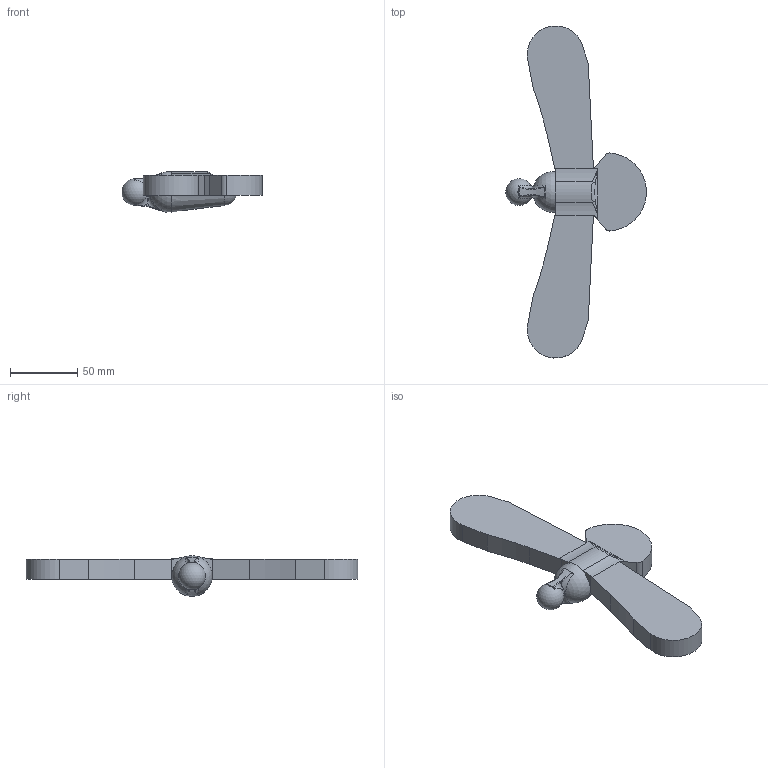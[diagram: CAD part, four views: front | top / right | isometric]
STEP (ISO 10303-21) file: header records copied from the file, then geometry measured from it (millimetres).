
FILE_DESCRIPTION(/* description */ ('STEP AP242 Edition 2','CAx-IF Rec.Pracs.---Representation and Presentation of Product Manufacturing Information (PMI)---4.0---2014-10-13','CAx-IF Rec.Pracs.---3D Tessellated Geometry---0.4---2014-09-14','2;1','CAx-IF Rec.Pracs.---User Defined Attributes---1.5---2016-08-15'),/* implementation_level */ '2;1');
FILE_NAME(/* name */ '6940bebd309b897059da17c9',/* time_stamp */ '2025-12-16T02:06:54Z',/* author */ (''),/* organization */ (''),/* preprocessor_version */ 'ST-DEVELOPER v20',/* originating_system */ 'ONSHAPE BY PTC INC, 1.208',/* authorisation */ ' ');
FILE_SCHEMA (('AP242_MANAGED_MODEL_BASED_3D_ENGINEERING_MIM_LF { 1 0 10303 442 3 1 4 }'));
Length unit declared in the file: metre
Products named in the file (1): Soaring Eagle
Bounding box: 104.29 x 246.3 x 30.06 mm (x, y, z)
Volume: 179380.9 mm3; surface area: 33417.9 mm2
Topology: 1 solids, 1 shells, 112 faces, 277 edges, 156 vertices
Faces by surface type: bspline 46, plane 32, cylinder 18, torus 12, sphere 3, cone 1
Entity records: 4678 total; most frequent: CARTESIAN_POINT 2402, ORIENTED_EDGE 530, DIRECTION 389, EDGE_CURVE 265, AXIS2_PLACEMENT_3D 160, VERTEX_POINT 156, EDGE_LOOP 113, FACE_BOUND 113
